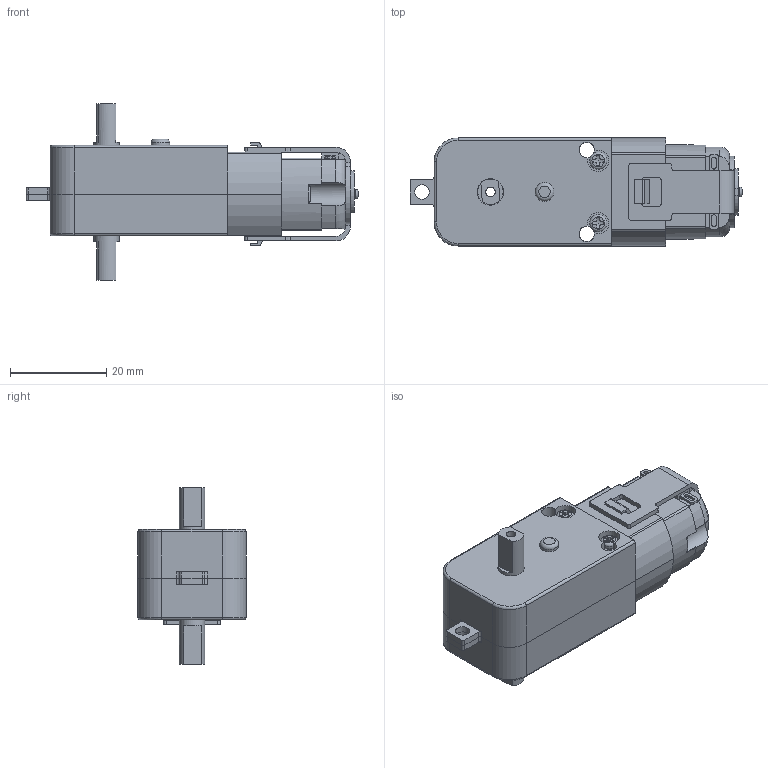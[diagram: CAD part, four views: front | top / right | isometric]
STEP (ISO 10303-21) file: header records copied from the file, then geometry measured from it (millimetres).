
FILE_DESCRIPTION(/* description */ ('Unknown'),/* implementation_level */ '2;1');
FILE_NAME(/* name */ 'Moteur',/* time_stamp */ '2022-10-12T11:48:51+01:00',/* author */ ('Unknown'),/* organization */ ('Unknown'),/* preprocessor_version */ 'ST-DEVELOPER v16.7',/* originating_system */ 'DEX',/* authorisation */ $);
FILE_SCHEMA (('AUTOMOTIVE_DESIGN {1 0 10303 214 3 1 1}'));
Length unit declared in the file: millimetre
Products named in the file (11): Moteur; Moteur - Enveloppe partie 1 ; Moteur - Engrenage 1; Moteur - Engrenage 2; Moteur - Moteur; Moteur - Axe engrenage; Moteur - Vis; Moteur - Enveloppe partie 2; Moteur - Maintien; Moteur - Engrenage 3; Moteur - Engrenage 4
Assembly tree (11 placements, depth 2):
  Moteur
    Moteur - Enveloppe partie 1 
    Moteur - Engrenage 1
    Moteur - Engrenage 2
    Moteur - Moteur
    Moteur - Axe engrenage
    Moteur - Vis  x2
    Moteur - Enveloppe partie 2
    Moteur - Maintien
    Moteur - Engrenage 3
    Moteur - Engrenage 4
Bounding box: 69.15 x 22.5 x 36.8 mm (x, y, z)
Volume: 10137.2 mm3; surface area: 20213.1 mm2
Topology: 14 solids, 14 shells, 1346 faces, 3756 edges, 2475 vertices
Faces by surface type: plane 659, cylinder 614, torus 33, bspline 24, sphere 10, cone 6
Full cylindrical faces by diameter (mm): 1.8 x50, 1.9 x2, 1.95 x1, 2 x19, 2.5 x4, 3 x5, 3.2 x4, 3.6 x2, 3.8 x1, 3.9 x2, 5.3 x2, 5.5 x2, 5.8 x1, 6 x2, 6.3 x2, 7 x2, 9 x1, 11 x2, 11.2 x1, 11.75 x1, 14 x2
Entity records: 45217 total; most frequent: CARTESIAN_POINT 10705, DIRECTION 6920, ORIENTED_EDGE 6822, EDGE_CURVE 3411, AXIS2_PLACEMENT_3D 2452, VERTEX_POINT 2293, LINE 2016, VECTOR 2016
